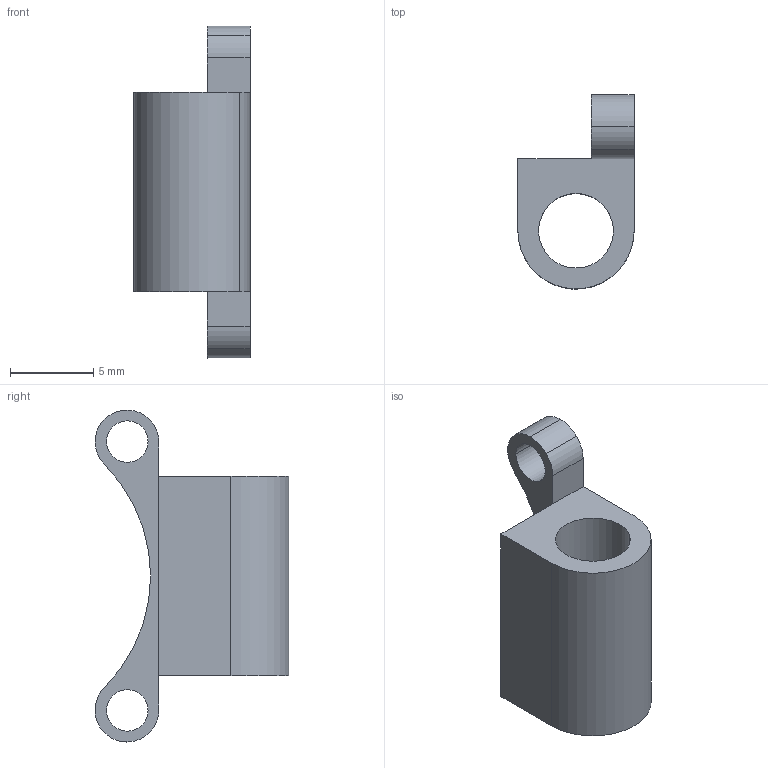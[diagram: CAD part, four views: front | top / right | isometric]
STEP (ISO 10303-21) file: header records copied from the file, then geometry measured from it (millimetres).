
FILE_DESCRIPTION( ( 'STEP File Generated from Kubotek KEYCREATOR' ), '1' );
FILE_NAME( 'Part1', '2016-04-20T23:12:08', ( 'KEYCREATOR USER' ), ( 'KUBOTEK USA, Inc.' ), 'ACIS Interop R12 SP5', 'Kubotek KEYCREATOR V3. 0. 0 (0081)', 'KC' );
FILE_SCHEMA( ( 'automotive_design' ) );
Length unit declared in the file: millimetre
Products named in the file (1): First Position[5.2.3.2]
Bounding box: 7 x 11.68 x 20 mm (x, y, z)
Volume: 482.2 mm3; surface area: 715.1 mm2
Topology: 1 solids, 1 shells, 27 faces, 73 edges, 48 vertices
Faces by surface type: cylinder 17, plane 10
Entity records: 1722 total; most frequent: DIRECTION 163, STYLED_ITEM 149, PRESENTATION_STYLE_ASSIGNMENT 149, CARTESIAN_POINT 149, COLOUR_RGB 149, ORIENTED_EDGE 146, EDGE_CURVE 73, CURVE_STYLE 73
